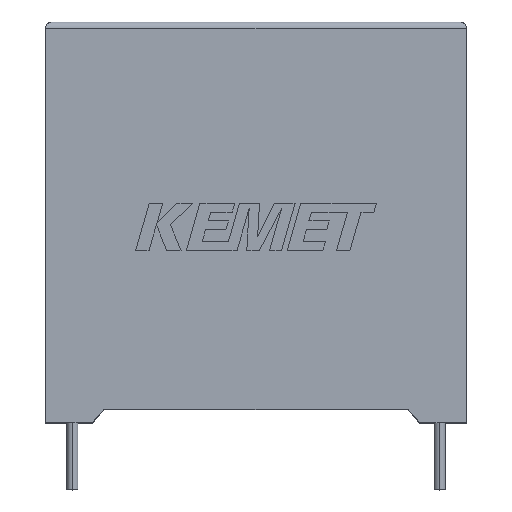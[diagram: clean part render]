
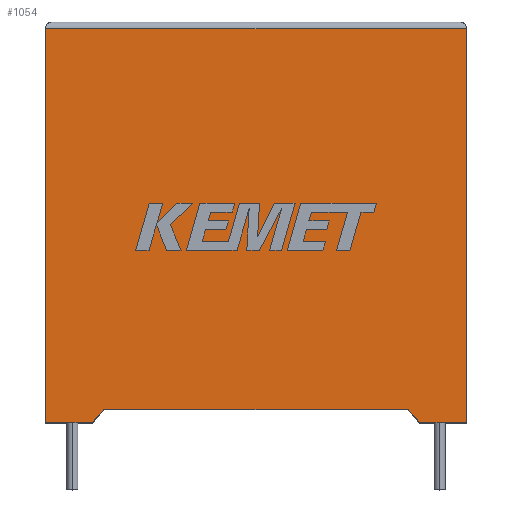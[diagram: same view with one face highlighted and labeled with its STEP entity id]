
A CAD part, top view. The second image highlights one B-rep face of the part: STEP entity #1054.
In plain terms, the highlighted planar face has unit normal (0, 0, 1).
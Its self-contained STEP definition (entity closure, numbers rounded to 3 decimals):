
#75 = EDGE_CURVE ( 'NONE', #1220, #2778, #1336, .T. ) ;
#180 = CARTESIAN_POINT ( 'NONE',  ( 15.75, 1.034, 21. ) ) ;
#190 = VECTOR ( 'NONE', #1444, 1000. ) ;
#263 = CARTESIAN_POINT ( 'NONE',  ( 0., 0., 21. ) ) ;
#408 = CARTESIAN_POINT ( 'NONE',  ( 0., 29.5, 21. ) ) ;
#471 = ORIENTED_EDGE ( 'NONE', *, *, #2885, .T. ) ;
#523 = EDGE_LOOP ( 'NONE', ( #471, #808, #551, #1095, #1648, #2333, #1560, #1635 ) ) ;
#551 = ORIENTED_EDGE ( 'NONE', *, *, #2981, .T. ) ;
#562 = VERTEX_POINT ( 'NONE', #1687 ) ;
#713 = CARTESIAN_POINT ( 'NONE',  ( 31.5, 0., 21. ) ) ;
#749 = VECTOR ( 'NONE', #1533, 1000. ) ;
#762 = CARTESIAN_POINT ( 'NONE',  ( 0., 0., 21. ) ) ;
#796 = EDGE_CURVE ( 'NONE', #2778, #866, #2122, .T. ) ;
#808 = ORIENTED_EDGE ( 'NONE', *, *, #934, .T. ) ;
#864 = LINE ( 'NONE', #1638, #1639 ) ;
#866 = VERTEX_POINT ( 'NONE', #1493 ) ;
#934 = EDGE_CURVE ( 'NONE', #1972, #1441, #2958, .T. ) ;
#985 = DIRECTION ( 'NONE',  ( 1., 0., 0. ) ) ;
#1018 = CARTESIAN_POINT ( 'NONE',  ( 31.5, 0., 21. ) ) ;
#1054 = ADVANCED_FACE ( 'NONE', ( #1174 ), #2382, .F. ) ;
#1095 = ORIENTED_EDGE ( 'NONE', *, *, #2140, .T. ) ;
#1099 = CARTESIAN_POINT ( 'NONE',  ( 27.125, 1.034, 21. ) ) ;
#1169 = DIRECTION ( 'NONE',  ( 0.646, -0.764, 0. ) ) ;
#1174 = FACE_OUTER_BOUND ( 'NONE', #523, .T. ) ;
#1220 = VERTEX_POINT ( 'NONE', #1099 ) ;
#1336 = LINE ( 'NONE', #180, #1763 ) ;
#1367 = VERTEX_POINT ( 'NONE', #2128 ) ;
#1418 = CARTESIAN_POINT ( 'NONE',  ( 3.5, 0., 21. ) ) ;
#1423 = DIRECTION ( 'NONE',  ( -1., 0., 0. ) ) ;
#1441 = VERTEX_POINT ( 'NONE', #1944 ) ;
#1444 = DIRECTION ( 'NONE',  ( 1., 0., 0. ) ) ;
#1493 = CARTESIAN_POINT ( 'NONE',  ( 3.5, 0., 21. ) ) ;
#1533 = DIRECTION ( 'NONE',  ( 0., -1., 0. ) ) ;
#1560 = ORIENTED_EDGE ( 'NONE', *, *, #2001, .T. ) ;
#1595 = CARTESIAN_POINT ( 'NONE',  ( 0., 0., 21. ) ) ;
#1604 = VERTEX_POINT ( 'NONE', #713 ) ;
#1635 = ORIENTED_EDGE ( 'NONE', *, *, #1749, .T. ) ;
#1638 = CARTESIAN_POINT ( 'NONE',  ( 28., 0., 21. ) ) ;
#1639 = VECTOR ( 'NONE', #1169, 1000. ) ;
#1648 = ORIENTED_EDGE ( 'NONE', *, *, #796, .F. ) ;
#1651 = CARTESIAN_POINT ( 'NONE',  ( 31.5, 29.5, 21. ) ) ;
#1666 = CARTESIAN_POINT ( 'NONE',  ( 4.375, 1.034, 21. ) ) ;
#1687 = CARTESIAN_POINT ( 'NONE',  ( 0., 0., 21. ) ) ;
#1749 = EDGE_CURVE ( 'NONE', #1367, #1604, #2137, .T. ) ;
#1763 = VECTOR ( 'NONE', #2235, 1000. ) ;
#1812 = DIRECTION ( 'NONE',  ( -1., 0., 0. ) ) ;
#1944 = CARTESIAN_POINT ( 'NONE',  ( 0., 29.5, 21. ) ) ;
#1949 = LINE ( 'NONE', #263, #190 ) ;
#1960 = LINE ( 'NONE', #1018, #2821 ) ;
#1972 = VERTEX_POINT ( 'NONE', #1651 ) ;
#2001 = EDGE_CURVE ( 'NONE', #1220, #1367, #864, .T. ) ;
#2108 = DIRECTION ( 'NONE',  ( 0., 0., -1. ) ) ;
#2122 = LINE ( 'NONE', #1418, #2251 ) ;
#2128 = CARTESIAN_POINT ( 'NONE',  ( 28., 0., 21. ) ) ;
#2137 = LINE ( 'NONE', #2380, #2749 ) ;
#2140 = EDGE_CURVE ( 'NONE', #562, #866, #1949, .T. ) ;
#2192 = DIRECTION ( 'NONE',  ( 0., 1., 0. ) ) ;
#2235 = DIRECTION ( 'NONE',  ( -1., 0., 0. ) ) ;
#2251 = VECTOR ( 'NONE', #2346, 1000. ) ;
#2333 = ORIENTED_EDGE ( 'NONE', *, *, #75, .F. ) ;
#2346 = DIRECTION ( 'NONE',  ( -0.646, -0.764, 0. ) ) ;
#2380 = CARTESIAN_POINT ( 'NONE',  ( 0., 0., 21. ) ) ;
#2382 = PLANE ( 'NONE',  #2644 ) ;
#2497 = VECTOR ( 'NONE', #1812, 1000. ) ;
#2644 = AXIS2_PLACEMENT_3D ( 'NONE', #762, #2108, #1423 ) ;
#2749 = VECTOR ( 'NONE', #985, 1000. ) ;
#2778 = VERTEX_POINT ( 'NONE', #1666 ) ;
#2821 = VECTOR ( 'NONE', #2192, 1000. ) ;
#2885 = EDGE_CURVE ( 'NONE', #1604, #1972, #1960, .T. ) ;
#2958 = LINE ( 'NONE', #408, #2497 ) ;
#2968 = LINE ( 'NONE', #1595, #749 ) ;
#2981 = EDGE_CURVE ( 'NONE', #1441, #562, #2968, .T. ) ;
